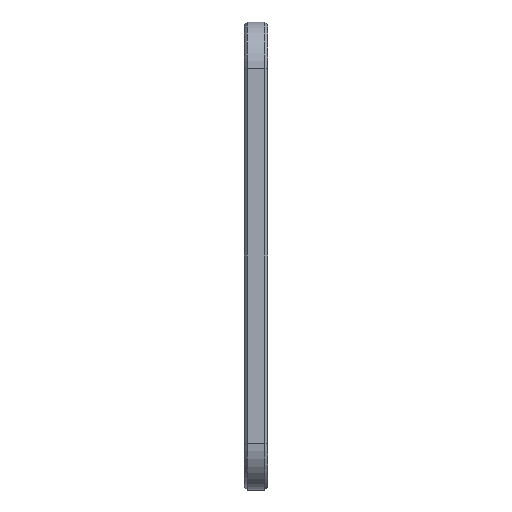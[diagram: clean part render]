
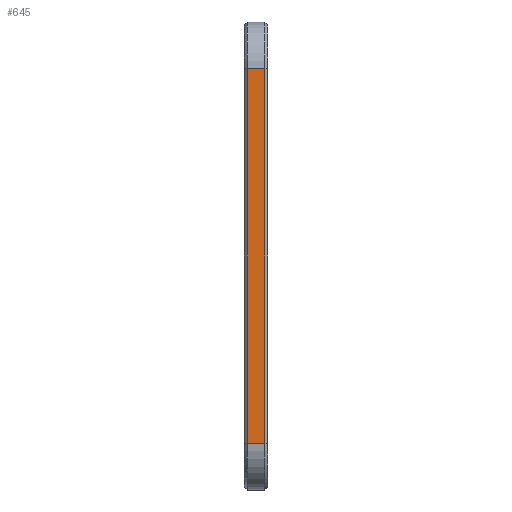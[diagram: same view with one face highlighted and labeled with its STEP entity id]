
A CAD part, left-side view. The second image highlights one B-rep face of the part: STEP entity #645.
In plain terms, the highlighted planar face has unit normal (-1, 0, 0).
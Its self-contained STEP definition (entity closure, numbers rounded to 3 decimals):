
#99 = EDGE_CURVE ( 'NONE', #1450, #641, #653, .T. ) ;
#181 = ORIENTED_EDGE ( 'NONE', *, *, #1374, .F. ) ;
#278 = ORIENTED_EDGE ( 'NONE', *, *, #99, .T. ) ;
#376 = CARTESIAN_POINT ( 'NONE',  ( -40., 2., -32. ) ) ;
#412 = CARTESIAN_POINT ( 'NONE',  ( -40., 1.5, 32. ) ) ;
#418 = CARTESIAN_POINT ( 'NONE',  ( -40., -1.5, -32. ) ) ;
#471 = EDGE_CURVE ( 'NONE', #583, #1391, #1075, .T. ) ;
#544 = LINE ( 'NONE', #376, #1225 ) ;
#570 = EDGE_CURVE ( 'NONE', #1391, #1450, #544, .T. ) ;
#583 = VERTEX_POINT ( 'NONE', #412 ) ;
#608 = VECTOR ( 'NONE', #1396, 1000. ) ;
#619 = DIRECTION ( 'NONE',  ( 0., -1., 0. ) ) ;
#641 = VERTEX_POINT ( 'NONE', #1123 ) ;
#645 = ADVANCED_FACE ( 'NONE', ( #1014 ), #1365, .F. ) ;
#653 = LINE ( 'NONE', #850, #670 ) ;
#670 = VECTOR ( 'NONE', #753, 1000. ) ;
#727 = CARTESIAN_POINT ( 'NONE',  ( -40., 2., 32. ) ) ;
#753 = DIRECTION ( 'NONE',  ( 0., 0., 1. ) ) ;
#767 = ORIENTED_EDGE ( 'NONE', *, *, #570, .T. ) ;
#850 = CARTESIAN_POINT ( 'NONE',  ( -40., -1.5, 0. ) ) ;
#874 = EDGE_LOOP ( 'NONE', ( #181, #1392, #767, #278 ) ) ;
#915 = LINE ( 'NONE', #727, #1260 ) ;
#1014 = FACE_OUTER_BOUND ( 'NONE', #874, .T. ) ;
#1019 = DIRECTION ( 'NONE',  ( 1., 0., 0. ) ) ;
#1027 = CARTESIAN_POINT ( 'NONE',  ( -40., 2., 0. ) ) ;
#1075 = LINE ( 'NONE', #1284, #608 ) ;
#1085 = CARTESIAN_POINT ( 'NONE',  ( -40., 1.5, -32. ) ) ;
#1123 = CARTESIAN_POINT ( 'NONE',  ( -40., -1.5, 32. ) ) ;
#1140 = DIRECTION ( 'NONE',  ( 0., 0., -1. ) ) ;
#1225 = VECTOR ( 'NONE', #1304, 1000. ) ;
#1260 = VECTOR ( 'NONE', #619, 1000. ) ;
#1284 = CARTESIAN_POINT ( 'NONE',  ( -40., 1.5, -32. ) ) ;
#1304 = DIRECTION ( 'NONE',  ( 0., -1., 0. ) ) ;
#1365 = PLANE ( 'NONE',  #1376 ) ;
#1374 = EDGE_CURVE ( 'NONE', #583, #641, #915, .T. ) ;
#1376 = AXIS2_PLACEMENT_3D ( 'NONE', #1027, #1019, #1140 ) ;
#1391 = VERTEX_POINT ( 'NONE', #1085 ) ;
#1392 = ORIENTED_EDGE ( 'NONE', *, *, #471, .T. ) ;
#1396 = DIRECTION ( 'NONE',  ( 0., 0., -1. ) ) ;
#1450 = VERTEX_POINT ( 'NONE', #418 ) ;
